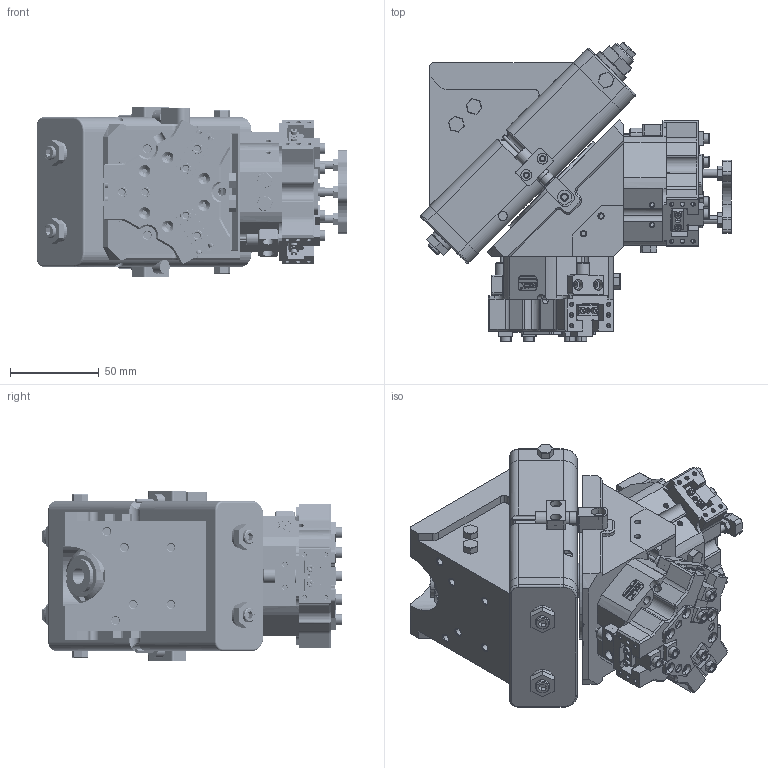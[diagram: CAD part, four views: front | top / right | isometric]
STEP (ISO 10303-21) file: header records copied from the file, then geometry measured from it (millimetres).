
FILE_DESCRIPTION (( 'STEP AP203' ), '1' );
FILE_NAME ('TG25-TZ42-76-0¡ã.STEP', '2024-12-18T07:45:04', ( 'USER-' ), ( 'Microsoft' ), 'SwSTEP 2.0', 'SolidWorks 2018', '' );
FILE_SCHEMA (( 'CONFIG_CONTROL_DESIGN' ));
Length unit declared in the file: millimetre
Products named in the file (50): TG12.sldasm-Part-10-1-1; TG25.sldasm-Part-61-1-1; TG25.sldasm-Part-10-1-1; TZ42-76杅耀.sldasm-Part-29; TZ42-76杅耀.sldasm-Part-25; 揤輸蚾饜极; TZ42-76杅耀.sldasm-Part-8; TG25.sldasm-Part-12-1-1; TG25-TZ42-76-0°; YH1412-A-03牉挴蹟譫-1-1; TE40杅耀.sldasm-Part-17-1-1; TG25.sldasm-Part-53-1-1; TZ42-76杅耀.sldasm-Part-11; TG25.sldasm-Part-16-1-1; TE40杅耀.sldasm-Part-2-1-1; 埴翐芛_GB_FASTENER_SCREWS_HSHCS M2X8-N; 1412倰遣喳ん彸秶遴-1-1; TG25.sldasm-Part-55-1-1; 揤輸杅耀.sldasm-Part-9; TZ42-76杅耀.sldasm-Part-23; TZ42-76杅耀.sldasm-Part-16; 12x8-R2; TG25.sldasm-Part-48-1-1; TZ42-76杅耀.sldasm-Part-2; TZ42-76-M-08-A 芢啣; TZ42-76杅耀.sldasm-Part-17; TG25.sldasm-Part-13-1-1; TG25.sldasm-Part-18-1-1; TZ42-76杅耀.sldasm-Part-1; TZ42-76杅耀; 25x12-R3; TG25.sldasm-Part-9-1-1; TG25.sldasm-Part-54-1-1; TG25.sldasm-Part-27-2-1; TG25; TG25.sldasm-Part-56-1-1; TG25.sldasm-Part-5-1-1; TZ42-76杅耀.sldasm-Part-14; TZ42-76杅耀.sldasm-Part-13; TG25.sldasm-Part-49-1-1 ...
Assembly tree (71 placements, depth 5):
  TG25-TZ42-76-0°
    TG25
      TG25.sldasm-Part-4-1-1
      TG25.sldasm-Part-5-1-1
      TG25.sldasm-Part-9-1-1
      TG25.sldasm-Part-10-1-1
      TG25.sldasm-Part-12-1-1
      TG25.sldasm-Part-13-1-1
      TG25.sldasm-Part-14-1-1
      TG25.sldasm-Part-15-1-1
      TG25.sldasm-Part-16-1-1  x2
      TG25.sldasm-Part-18-1-1
      TG25.sldasm-Part-19-1-1
      TG25.sldasm-Part-27-2-1
      TG25.sldasm-Part-48-1-1
      TG25.sldasm-Part-49-1-1
      TG25.sldasm-Part-53-1-1
      TG25.sldasm-Part-54-1-1
      TG25.sldasm-Part-55-1-1
      TG25.sldasm-Part-56-1-1
      TG25.sldasm-Part-61-1-1
      1412倰遣喳ん彸秶遴-1-1  x2
      YH1412-A-03牉挴蹟譫-1-1  x2
      TE40杅耀.sldasm-Part-2-1-1  x2
      TE40杅耀.sldasm-Part-17-1-1  x2
      TG12.sldasm-Part-10-1-1  x2
      TG25杅耀.sldasm-Part-11
      25x12-R3
    TZ42-76-C20杅耀
      TZ42-76杅耀.sldasm-Part-1
      TZ42-76杅耀.sldasm-Part-2
      TZ42-76杅耀.sldasm-Part-5
      TZ42-76杅耀.sldasm-Part-8
      TZ42-76-M-08-A 芢啣
      GB╱T 6170-2015-1型六角螺母M4  x3
      TZ42-76杅耀
        TZ42-76杅耀.sldasm-Part-8
        TZ42-76杅耀.sldasm-Part-11  x3
        TZ42-76杅耀.sldasm-Part-14
        TZ42-76杅耀.sldasm-Part-15
        TZ42-76杅耀.sldasm-Part-17
        TZ42-76杅耀.sldasm-Part-23
        TZ42-76杅耀.sldasm-Part-25
        TZ42-76杅耀.sldasm-Part-27
        TZ42-76杅耀.sldasm-Part-29
        TZ42-76杅耀.sldasm-Part-13  x2
        TZ42-76杅耀.sldasm-Part-16  x2
        揤輸蚾饜极  x3
          揤輸杅耀.sldasm-Part-9
          埴翐芛_GB_FASTENER_SCREWS_HSHCS M2X8-N
        12x8-R2
      TZ42-76杅耀.sldasm-Part-13
    TZ42-76杅耀
      TZ42-76杅耀.sldasm-Part-8
      TZ42-76杅耀.sldasm-Part-11  x3
      TZ42-76杅耀.sldasm-Part-14
      TZ42-76杅耀.sldasm-Part-15
      TZ42-76杅耀.sldasm-Part-17
      TZ42-76杅耀.sldasm-Part-23
      TZ42-76杅耀.sldasm-Part-25
Bounding box: 174.63 x 168.41 x 96 mm (x, y, z)
Volume: 1118284.4 mm3; surface area: 235085.7 mm2
Topology: 97 solids, 97 shells, 4684 faces, 11720 edges, 7508 vertices
Faces by surface type: plane 2224, cylinder 1303, cone 636, bspline 467, torus 54
Entity records: 93032 total; most frequent: CARTESIAN_POINT 26969, ORIENTED_EDGE 12714, DIRECTION 11978, EDGE_CURVE 6357, VERTEX_POINT 4096, AXIS2_PLACEMENT_3D 4085, LINE 3808, VECTOR 3808
